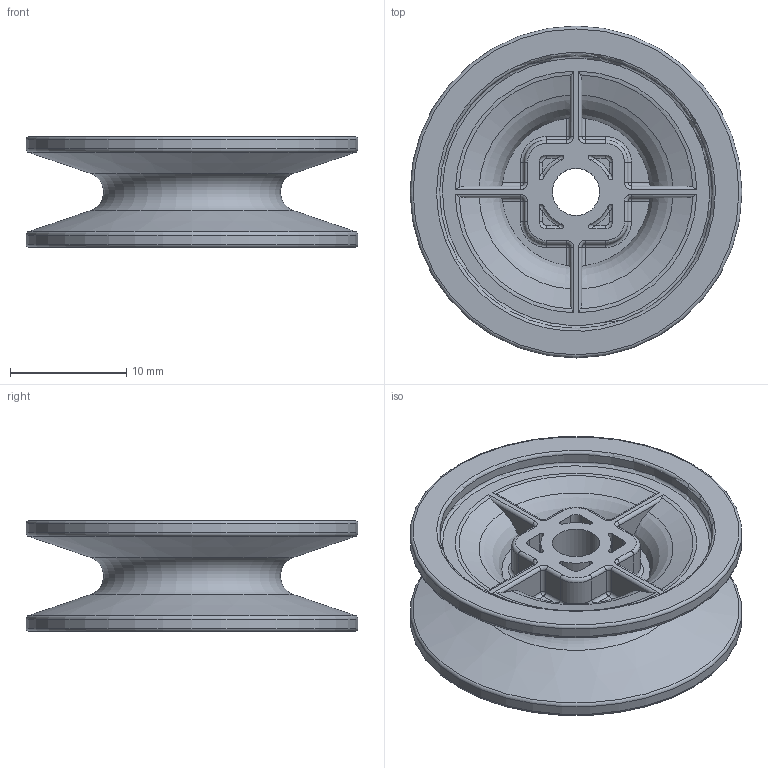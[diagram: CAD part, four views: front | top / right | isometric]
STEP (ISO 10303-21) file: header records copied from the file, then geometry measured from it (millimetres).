
FILE_DESCRIPTION(/* description */ (''),/* implementation_level */ '2;1');
FILE_NAME(/* name */ 'VEX Pulley.ipt.step',/* time_stamp */ '2020-04-16T22:57:35-04:00',/* author */ ('Jordan'),/* organization */ (''),/* preprocessor_version */ 'ST-DEVELOPER v17',/* originating_system */ 'Autodesk Inventor 2019',/* authorisation */ '');
FILE_SCHEMA (('AUTOMOTIVE_DESIGN { 1 0 10303 214 3 1 1 }'));
Length unit declared in the file: inch
Products named in the file (1): VEX Pulley
Bounding box: 28.57 x 28.57 x 9.53 mm (x, y, z)
Volume: 2064.3 mm3; surface area: 3262.1 mm2
Topology: 1 solids, 1 shells, 327 faces, 793 edges, 453 vertices
Faces by surface type: cylinder 134, torus 66, plane 61, bspline 32, sphere 24, cone 10
Full cylindrical faces by diameter (mm): 4.064 x1, 6.604 x1, 23.495 x2, 28.575 x2
Entity records: 14088 total; most frequent: CARTESIAN_POINT 6727, DIRECTION 1574, ORIENTED_EDGE 1534, EDGE_CURVE 767, AXIS2_PLACEMENT_3D 655, VERTEX_POINT 453, EDGE_LOOP 340, FACE_OUTER_BOUND 327
